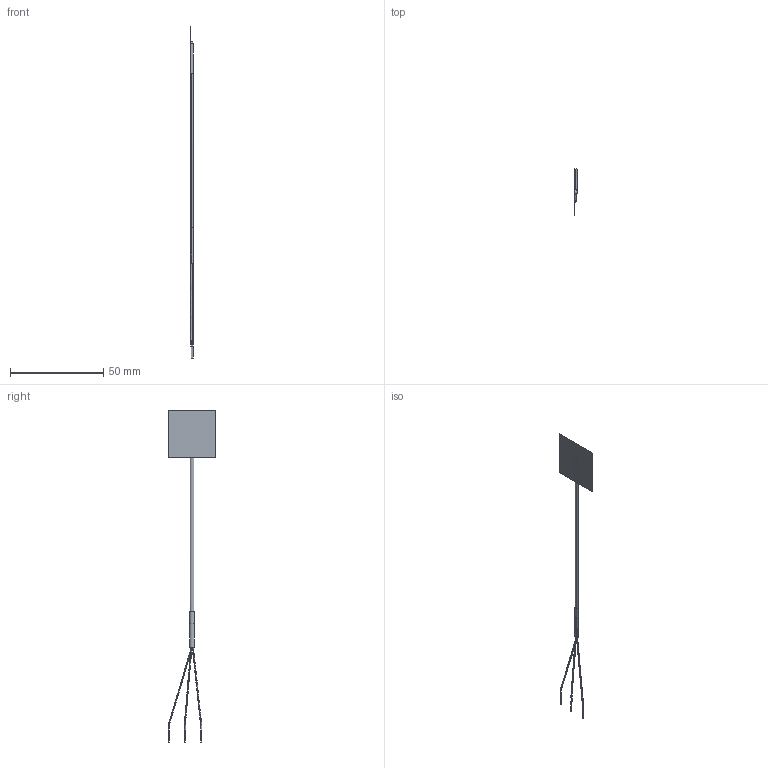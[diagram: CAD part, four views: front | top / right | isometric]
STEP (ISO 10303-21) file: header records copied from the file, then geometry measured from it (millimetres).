
FILE_DESCRIPTION (( 'STEP AP214' ), '1' );
FILE_NAME ('RTD1-S02L06-01.STEP', '2021-06-09T14:33:57', ( '' ), ( '' ), 'SwSTEP 2.0', 'SolidWorks 2017', '' );
FILE_SCHEMA (( 'AUTOMOTIVE_DESIGN' ));
Length unit declared in the file: inch
Products named in the file (1): RTD1-S02L06-01
Bounding box: 1.46 x 25.43 x 177.8 mm (x, y, z)
Volume: 390.9 mm3; surface area: 2247.9 mm2
Topology: 3 solids, 3 shells, 48 faces, 107 edges, 69 vertices
Faces by surface type: cylinder 20, plane 17, bspline 11
Entity records: 2211 total; most frequent: CARTESIAN_POINT 517, ORIENTED_EDGE 212, DIRECTION 202, EDGE_CURVE 106, AXIS2_PLACEMENT_3D 84, VERTEX_POINT 69, UNCERTAINTY_MEASURE_WITH_UNIT 53, DIMENSIONAL_EXPONENTS 53
